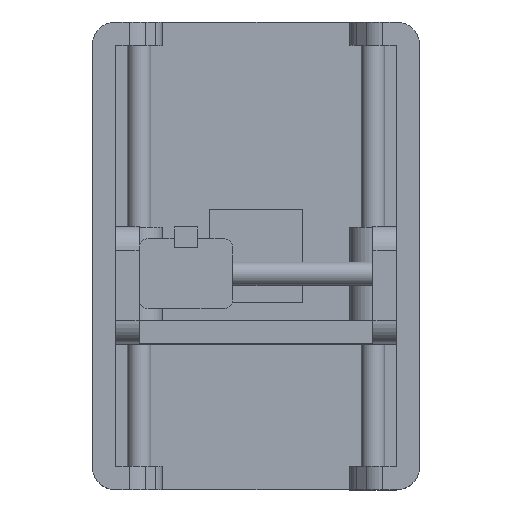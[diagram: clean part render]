
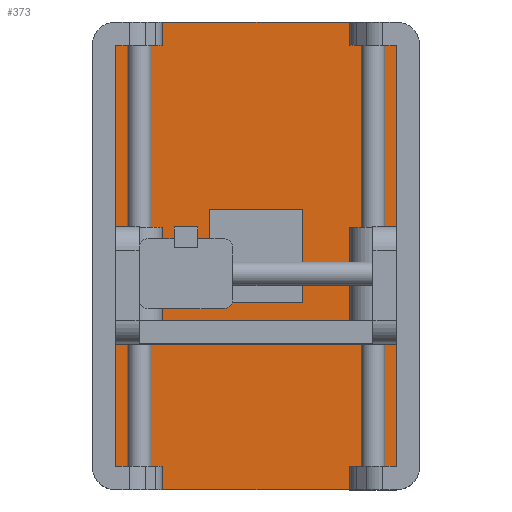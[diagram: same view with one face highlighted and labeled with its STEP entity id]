
A CAD part, top view. The second image highlights one B-rep face of the part: STEP entity #373.
In plain terms, the highlighted planar face has unit normal (0, 0, 1).
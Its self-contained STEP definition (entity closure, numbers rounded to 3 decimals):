
#256=CARTESIAN_POINT('Vertex',(30.,-50.,0.)) ;
#259=CARTESIAN_POINT('Line Origine',(0.,-50.,0.)) ;
#263=CARTESIAN_POINT('Vertex',(-30.,-50.,0.)) ;
#294=CARTESIAN_POINT('Vertex',(30.,50.,0.)) ;
#297=CARTESIAN_POINT('Line Origine',(30.,0.,0.)) ;
#325=CARTESIAN_POINT('Vertex',(-30.,50.,0.)) ;
#328=CARTESIAN_POINT('Line Origine',(0.,50.,0.)) ;
#350=CARTESIAN_POINT('Line Origine',(-30.,0.,0.)) ;
#362=CARTESIAN_POINT('Axis2P3D Location',(0.,0.,0.)) ;
#260=DIRECTION('Vector Direction',(-1.,0.,0.)) ;
#298=DIRECTION('Vector Direction',(0.,-1.,0.)) ;
#329=DIRECTION('Vector Direction',(1.,0.,0.)) ;
#351=DIRECTION('Vector Direction',(0.,1.,0.)) ;
#363=DIRECTION('Axis2P3D Direction',(0.,0.,1.)) ;
#364=DIRECTION('Axis2P3D XDirection',(1.,0.,0.)) ;
#365=AXIS2_PLACEMENT_3D('Plane Axis2P3D',#362,#363,#364) ;
#368=ORIENTED_EDGE('',*,*,#265,.T.) ;
#369=ORIENTED_EDGE('',*,*,#301,.T.) ;
#370=ORIENTED_EDGE('',*,*,#332,.T.) ;
#371=ORIENTED_EDGE('',*,*,#354,.T.) ;
#261=VECTOR('Line Direction',#260,1.) ;
#299=VECTOR('Line Direction',#298,1.) ;
#330=VECTOR('Line Direction',#329,1.) ;
#352=VECTOR('Line Direction',#351,1.) ;
#373=ADVANCED_FACE('PartBody',(#372),#366,.T.) ;
#265=EDGE_CURVE('',#264,#257,#262,.F.) ;
#301=EDGE_CURVE('',#257,#295,#300,.F.) ;
#332=EDGE_CURVE('',#295,#326,#331,.F.) ;
#354=EDGE_CURVE('',#326,#264,#353,.F.) ;
#367=EDGE_LOOP('',(#368,#369,#370,#371)) ;
#372=FACE_OUTER_BOUND('',#367,.T.) ;
#262=LINE('Line',#259,#261) ;
#300=LINE('Line',#297,#299) ;
#331=LINE('Line',#328,#330) ;
#353=LINE('Line',#350,#352) ;
#366=PLANE('Plane',#365) ;
#257=VERTEX_POINT('',#256) ;
#264=VERTEX_POINT('',#263) ;
#295=VERTEX_POINT('',#294) ;
#326=VERTEX_POINT('',#325) ;
